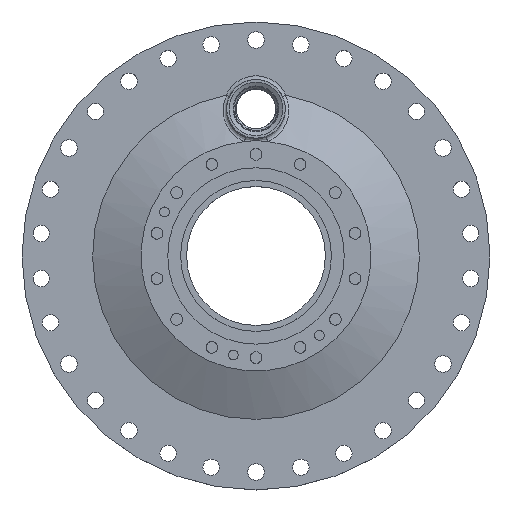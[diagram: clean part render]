
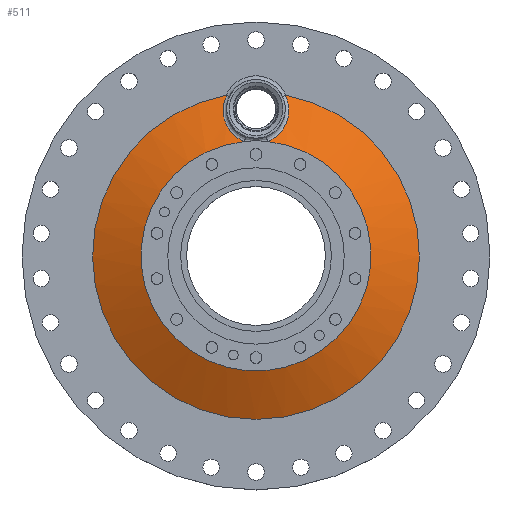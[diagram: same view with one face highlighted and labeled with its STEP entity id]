
A CAD part, top view. The second image highlights one B-rep face of the part: STEP entity #511.
In plain terms, the highlighted conical face has half-angle 64.833 degrees and reference radius 53.21 mm.
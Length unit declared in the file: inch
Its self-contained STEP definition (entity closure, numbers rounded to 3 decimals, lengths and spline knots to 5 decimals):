
#369=CONICAL_SURFACE('',#1617,2.09489,64.833);
#373=CIRCLE('',#1615,1.475);
#374=CIRCLE('',#1616,2.09489);
#511=ADVANCED_FACE('',(#623),#369,.T.);
#623=FACE_OUTER_BOUND('',#659,.T.);
#659=EDGE_LOOP('',(#939,#940,#941,#942,#943,#944));
#939=ORIENTED_EDGE('',*,*,#1425,.T.);
#940=ORIENTED_EDGE('',*,*,#1426,.T.);
#941=ORIENTED_EDGE('',*,*,#1427,.T.);
#942=ORIENTED_EDGE('',*,*,#1428,.T.);
#943=ORIENTED_EDGE('',*,*,#1429,.T.);
#944=ORIENTED_EDGE('',*,*,#1430,.F.);
#1268=VERTEX_POINT('',#3095);
#1269=VERTEX_POINT('',#3096);
#1270=VERTEX_POINT('',#3103);
#1271=VERTEX_POINT('',#3105);
#1272=VERTEX_POINT('',#3112);
#1273=VERTEX_POINT('',#3120);
#1425=EDGE_CURVE('',#1268,#1269,#1595,.T.);
#1426=EDGE_CURVE('',#1269,#1270,#1596,.T.);
#1427=EDGE_CURVE('',#1270,#1271,#373,.T.);
#1428=EDGE_CURVE('',#1271,#1272,#1597,.T.);
#1429=EDGE_CURVE('',#1272,#1273,#1598,.T.);
#1430=EDGE_CURVE('',#1268,#1273,#374,.T.);
#1595=B_SPLINE_CURVE_WITH_KNOTS('',3,(#3088,#3089,#3090,#3091,#3092,#3093,
#3094),.UNSPECIFIED.,.F.,.F.,(4,3,4),(0.,0.53154,1.),
 .UNSPECIFIED.);
#1596=B_SPLINE_CURVE_WITH_KNOTS('',3,(#3097,#3098,#3099,#3100,#3101,#3102),
 .UNSPECIFIED.,.F.,.F.,(4,2,4),(0.,0.5,1.),.UNSPECIFIED.);
#1597=B_SPLINE_CURVE_WITH_KNOTS('',3,(#3106,#3107,#3108,#3109,#3110,#3111),
 .UNSPECIFIED.,.F.,.F.,(4,2,4),(0.,0.5,1.),.UNSPECIFIED.);
#1598=B_SPLINE_CURVE_WITH_KNOTS('',3,(#3113,#3114,#3115,#3116,#3117,#3118,
#3119),.UNSPECIFIED.,.F.,.F.,(4,3,4),(0.,0.52888,1.),
 .UNSPECIFIED.);
#1615=AXIS2_PLACEMENT_3D('',#3104,#1845,#1846);
#1616=AXIS2_PLACEMENT_3D('',#3121,#1847,#1848);
#1617=AXIS2_PLACEMENT_3D('',#3122,#1849,#1850);
#1845=DIRECTION('',(0.,0.,-1.));
#1846=DIRECTION('',(-1.,0.,0.));
#1847=DIRECTION('',(0.,0.,-1.));
#1848=DIRECTION('',(-1.,0.,0.));
#1849=DIRECTION('',(0.,0.,-1.));
#1850=DIRECTION('',(-1.,0.,0.));
#3088=CARTESIAN_POINT('',(0.3884,2.05857,10.68728));
#3089=CARTESIAN_POINT('',(0.38602,2.05902,10.68728));
#3090=CARTESIAN_POINT('',(0.38356,2.05922,10.6874));
#3091=CARTESIAN_POINT('',(0.38117,2.05903,10.68769));
#3092=CARTESIAN_POINT('',(0.37906,2.05887,10.68795));
#3093=CARTESIAN_POINT('',(0.37697,2.05839,10.68835));
#3094=CARTESIAN_POINT('',(0.37507,2.05758,10.68888));
#3095=CARTESIAN_POINT('',(0.3884,2.05857,10.68728));
#3096=CARTESIAN_POINT('',(0.37507,2.05758,10.68888));
#3097=CARTESIAN_POINT('',(0.37507,2.05758,10.68888));
#3098=CARTESIAN_POINT('',(0.42947,1.94955,10.73423));
#3099=CARTESIAN_POINT('',(0.43405,1.82496,10.79022));
#3100=CARTESIAN_POINT('',(0.35344,1.60754,10.89826));
#3101=CARTESIAN_POINT('',(0.26721,1.51299,10.95159));
#3102=CARTESIAN_POINT('',(0.15039,1.46731,10.97854));
#3103=CARTESIAN_POINT('',(0.15039,1.46731,10.97854));
#3104=CARTESIAN_POINT('',(0.,0.,10.97854));
#3105=CARTESIAN_POINT('',(-0.15039,1.46731,10.97854));
#3106=CARTESIAN_POINT('',(-0.15039,1.46731,10.97854));
#3107=CARTESIAN_POINT('',(-0.26718,1.51298,10.9516));
#3108=CARTESIAN_POINT('',(-0.35349,1.60721,10.89841));
#3109=CARTESIAN_POINT('',(-0.43441,1.82637,10.78954));
#3110=CARTESIAN_POINT('',(-0.42944,1.9496,10.73421));
#3111=CARTESIAN_POINT('',(-0.37507,2.05758,10.68888));
#3112=CARTESIAN_POINT('',(-0.37507,2.05758,10.68888));
#3113=CARTESIAN_POINT('',(-0.37507,2.05758,10.68888));
#3114=CARTESIAN_POINT('',(-0.3772,2.05849,10.68828));
#3115=CARTESIAN_POINT('',(-0.3796,2.05898,10.68785));
#3116=CARTESIAN_POINT('',(-0.38198,2.05908,10.6876));
#3117=CARTESIAN_POINT('',(-0.38411,2.05917,10.68737));
#3118=CARTESIAN_POINT('',(-0.38628,2.05897,10.68728));
#3119=CARTESIAN_POINT('',(-0.3884,2.05857,10.68728));
#3120=CARTESIAN_POINT('',(-0.3884,2.05857,10.68728));
#3121=CARTESIAN_POINT('',(0.,0.,10.68728));
#3122=CARTESIAN_POINT('',(0.,0.,10.68728));
